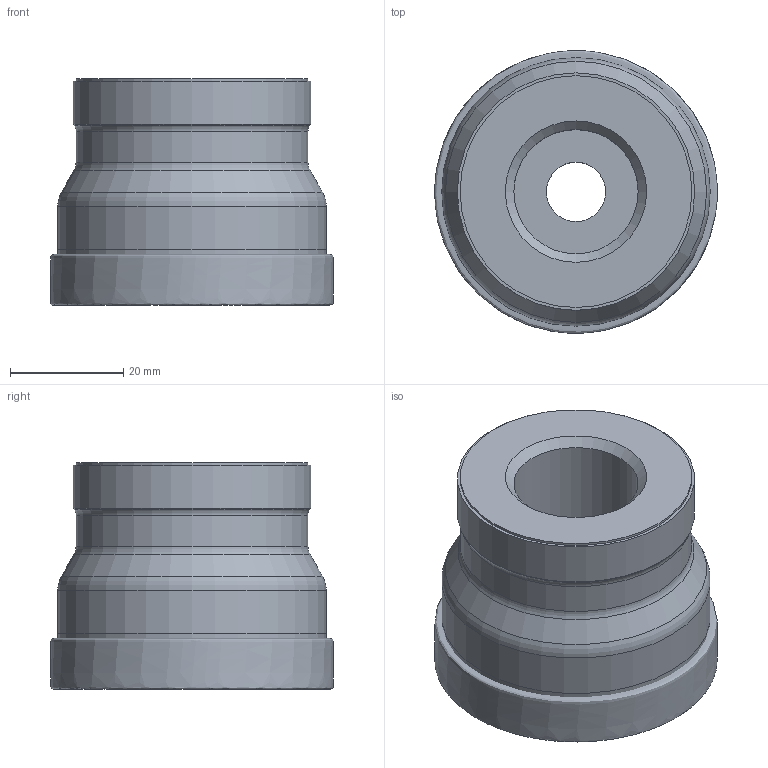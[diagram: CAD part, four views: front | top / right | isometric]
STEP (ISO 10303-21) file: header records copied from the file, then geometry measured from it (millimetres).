
FILE_DESCRIPTION(/* description */ (''),/* implementation_level */ '2;1');
FILE_NAME(/* name */ 'TOOLASSEMBLY_1.STP',/* time_stamp */ '2024-11-20T10:59:59+01:00',/* author */ (''),/* organization */ ('SMS'),/* preprocessor_version */ 'ST-DEVELOPER v16.7',/* originating_system */ 'SIEMENS PLM Software NX 12.0',/* authorisation */ '');
FILE_SCHEMA (('AUTOMOTIVE_DESIGN { 1 0 10303 214 3 1 1 1 }'));
Length unit declared in the file: millimetre
Products named in the file (4): ASSEMBLY_CONSTRUCTION; CUT_20241120105933; NOCUT_20241120105917; TOOLASSEMBLY_1
Assembly tree (3 placements, depth 2):
  TOOLASSEMBLY_1
    NOCUT_20241120105917
    CUT_20241120105933
    ASSEMBLY_CONSTRUCTION
Bounding box: 49.99 x 49.99 x 40 mm (x, y, z)
Volume: 53690.4 mm3; surface area: 14322.7 mm2
Topology: 2 solids, 2 shells, 26 faces, 53 edges, 42 vertices
Faces by surface type: cylinder 7, cone 6, plane 6, torus 6, bspline 1
Full cylindrical faces by diameter (mm): 10.5 x1, 17 x1, 22 x1, 41 x2, 42 x1, 47.5 x1
Entity records: 7086 total; most frequent: CARTESIAN_POINT 6429, DIRECTION 128, AXIS2_PLACEMENT_3D 64, FACE_BOUND 51, EDGE_LOOP 50, ORIENTED_EDGE 50, ADVANCED_FACE 26, VERTEX_POINT 26
